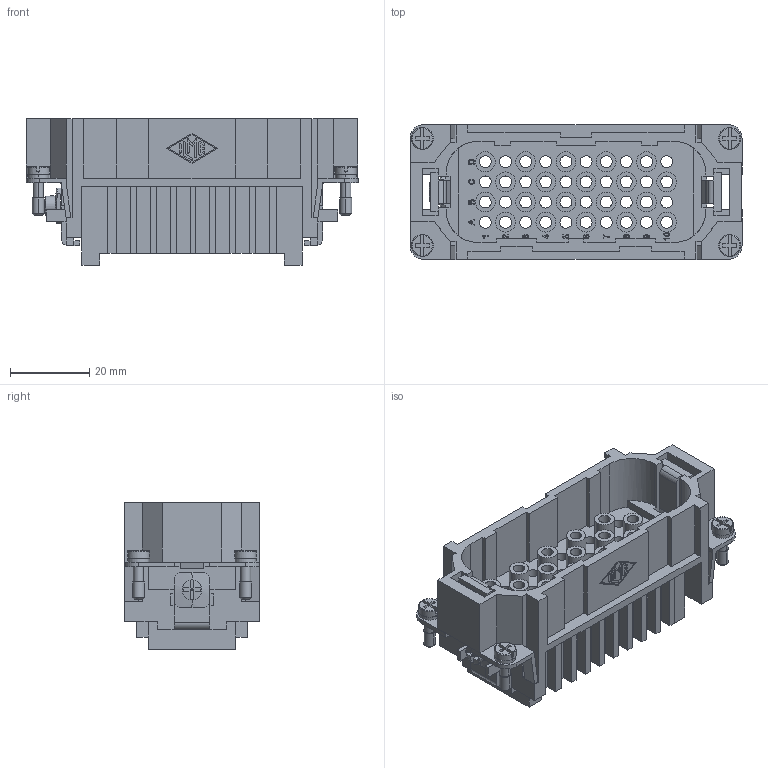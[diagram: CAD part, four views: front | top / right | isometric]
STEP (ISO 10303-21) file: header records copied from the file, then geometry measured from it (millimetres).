
FILE_DESCRIPTION((''),'2;1');
FILE_NAME('CDM 40.stp','2006-12-11T14:34:56',('gembarski'),(''),'Autodesk Inventor 7','Autodesk Inventor 7','');
FILE_SCHEMA(('AUTOMOTIVE_DESIGN { 1 0 10303 214 1 1 1 1 }'));
Length unit declared in the file: millimetre
Products named in the file (1): CDM 40
Bounding box: 83.7 x 34 x 37 mm (x, y, z)
Volume: 33018 mm3; surface area: 31499.1 mm2
Topology: 2 solids, 2 shells, 1416 faces, 3752 edges, 2473 vertices
Faces by surface type: plane 625, bspline 521, cylinder 252, torus 8, sphere 6, cone 4
Entity records: 46182 total; most frequent: CARTESIAN_POINT 13021, ORIENTED_EDGE 7510, DIRECTION 5564, EDGE_CURVE 3755, VERTEX_POINT 2473, VECTOR 2436, LINE 2436, EDGE_LOOP 1640
